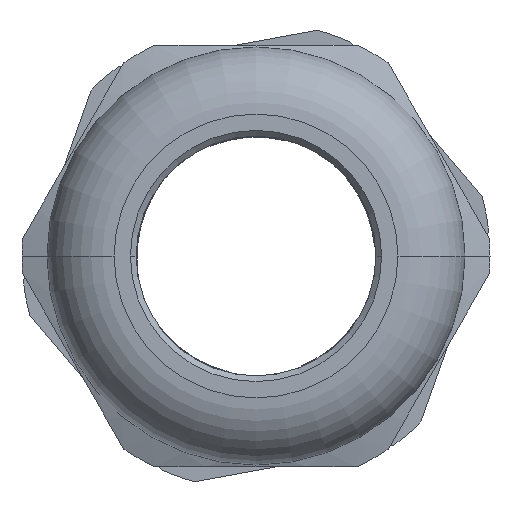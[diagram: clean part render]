
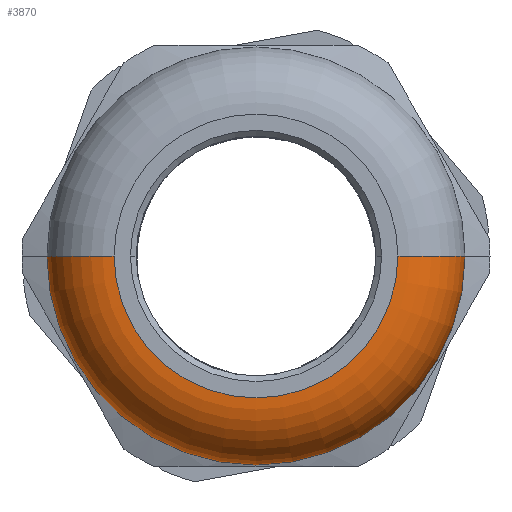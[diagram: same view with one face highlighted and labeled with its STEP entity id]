
A CAD part, left-side view. The second image highlights one B-rep face of the part: STEP entity #3870.
In plain terms, the highlighted toroidal (fillet/blend) face has major radius 7.4 mm and minor radius 3.5 mm.
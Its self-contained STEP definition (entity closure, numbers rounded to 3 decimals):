
#3400=CARTESIAN_POINT('',(3.5,0.,0.));
#3410=DIRECTION('',(1.,0.,0.));
#3420=DIRECTION('',(0.,-1.,0.));
#3430=AXIS2_PLACEMENT_3D('',#3400,#3410,#3420);
#3440=TOROIDAL_SURFACE('',#3430,7.4,3.5);
#3450=CARTESIAN_POINT('',(3.5,0.,0.));
#3460=DIRECTION('',(1.,0.,0.));
#3470=DIRECTION('',(0.,0.,-1.));
#3480=AXIS2_PLACEMENT_3D('',#3450,#3460,#3470);
#3490=CIRCLE('',#3480,10.9);
#3500=CARTESIAN_POINT('',(3.5,0.,-10.9));
#3510=VERTEX_POINT('',#3500);
#3520=CARTESIAN_POINT('',(3.5,10.9,0.));
#3530=VERTEX_POINT('',#3520);
#3540=EDGE_CURVE('',#3510,#3530,#3490,.T.);
#3550=ORIENTED_EDGE('',*,*,#3540,.F.);
#3560=CARTESIAN_POINT('',(3.5,7.4,0.));
#3570=DIRECTION('',(0.,0.,1.));
#3580=DIRECTION('',(-1.,-0.,0.));
#3590=AXIS2_PLACEMENT_3D('',#3560,#3570,#3580);
#3600=CIRCLE('',#3590,3.5);
#3610=CARTESIAN_POINT('',(0.,7.4,0.));
#3620=VERTEX_POINT('',#3610);
#3630=EDGE_CURVE('',#3530,#3620,#3600,.T.);
#3640=ORIENTED_EDGE('',*,*,#3630,.F.);
#3650=CARTESIAN_POINT('',(0.,0.,0.));
#3660=DIRECTION('',(-1.,-0.,-0.));
#3670=DIRECTION('',(0.,0.,-1.));
#3680=AXIS2_PLACEMENT_3D('',#3650,#3660,#3670);
#3690=CIRCLE('',#3680,7.4);
#3700=CARTESIAN_POINT('',(0.,-7.4,0.));
#3710=VERTEX_POINT('',#3700);
#3720=EDGE_CURVE('',#3620,#3710,#3690,.T.);
#3730=ORIENTED_EDGE('',*,*,#3720,.F.);
#3740=CARTESIAN_POINT('',(3.5,-7.4,0.));
#3750=DIRECTION('',(0.,0.,-1.));
#3760=DIRECTION('',(-1.,0.,0.));
#3770=AXIS2_PLACEMENT_3D('',#3740,#3750,#3760);
#3780=CIRCLE('',#3770,3.5);
#3790=CARTESIAN_POINT('',(3.5,-10.9,0.));
#3800=VERTEX_POINT('',#3790);
#3810=EDGE_CURVE('',#3800,#3710,#3780,.T.);
#3820=ORIENTED_EDGE('',*,*,#3810,.T.);
#3830=EDGE_CURVE('',#3800,#3510,#3490,.T.);
#3840=ORIENTED_EDGE('',*,*,#3830,.F.);
#3850=EDGE_LOOP('',(#3840,#3820,#3730,#3640,#3550));
#3860=FACE_OUTER_BOUND('',#3850,.T.);
#3870=ADVANCED_FACE('',(#3860),#3440,.T.);
